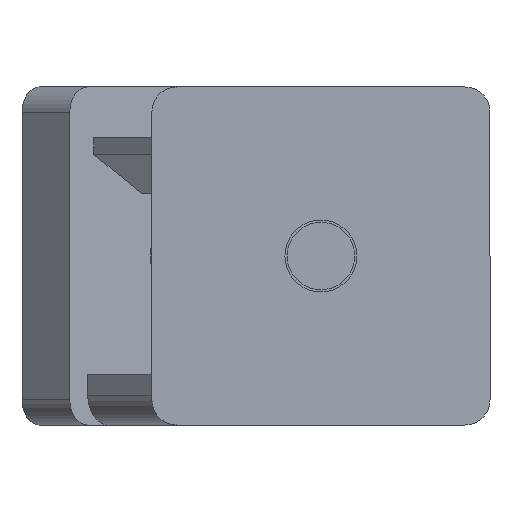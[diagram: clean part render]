
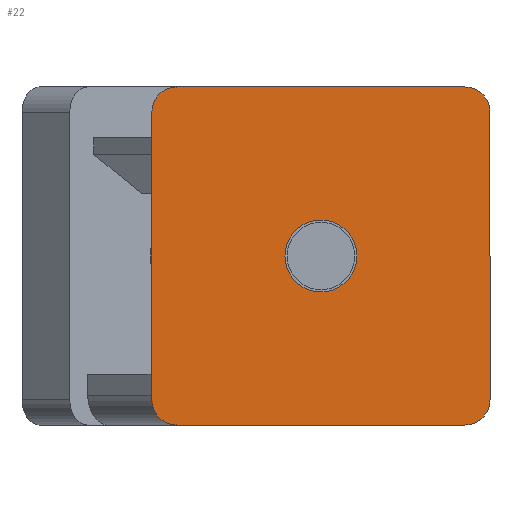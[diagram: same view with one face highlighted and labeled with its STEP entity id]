
A CAD part, front view. The second image highlights one B-rep face of the part: STEP entity #22.
In plain terms, the highlighted planar face has unit normal (0, -1, 0).
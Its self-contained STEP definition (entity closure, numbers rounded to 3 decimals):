
#22 = ADVANCED_FACE ( 'NONE', ( #3173, #3705 ), #4443, .F. ) ;
#137 = VECTOR ( 'NONE', #5327, 1000. ) ;
#153 = DIRECTION ( 'NONE',  ( 0., 1., 0. ) ) ;
#217 = EDGE_CURVE ( 'NONE', #5296, #1796, #1964, .T. ) ;
#333 = LINE ( 'NONE', #4873, #137 ) ;
#498 = CARTESIAN_POINT ( 'NONE',  ( 20., 0., -17. ) ) ;
#553 = AXIS2_PLACEMENT_3D ( 'NONE', #2295, #153, #4472 ) ;
#613 = CARTESIAN_POINT ( 'NONE',  ( 0., 0., 4.25 ) ) ;
#676 = CIRCLE ( 'NONE', #3630, 4.25 ) ;
#721 = CARTESIAN_POINT ( 'NONE',  ( -20., 0., 17. ) ) ;
#790 = ORIENTED_EDGE ( 'NONE', *, *, #1715, .F. ) ;
#807 = LINE ( 'NONE', #1356, #3127 ) ;
#851 = ORIENTED_EDGE ( 'NONE', *, *, #1126, .F. ) ;
#865 = VECTOR ( 'NONE', #4697, 1000. ) ;
#918 = CARTESIAN_POINT ( 'NONE',  ( 17., 0., 20. ) ) ;
#982 = AXIS2_PLACEMENT_3D ( 'NONE', #3573, #2369, #2382 ) ;
#1017 = CIRCLE ( 'NONE', #3288, 4.25 ) ;
#1051 = CARTESIAN_POINT ( 'NONE',  ( 0., 0., 0. ) ) ;
#1077 = CARTESIAN_POINT ( 'NONE',  ( 17., 0., -17. ) ) ;
#1126 = EDGE_CURVE ( 'NONE', #2191, #4675, #1017, .T. ) ;
#1157 = EDGE_CURVE ( 'NONE', #2003, #5147, #333, .T. ) ;
#1222 = CARTESIAN_POINT ( 'NONE',  ( -17., 0., -20. ) ) ;
#1356 = CARTESIAN_POINT ( 'NONE',  ( 20., 0., 0. ) ) ;
#1450 = VERTEX_POINT ( 'NONE', #498 ) ;
#1466 = DIRECTION ( 'NONE',  ( 0., 1., 0. ) ) ;
#1489 = AXIS2_PLACEMENT_3D ( 'NONE', #4870, #2301, #2665 ) ;
#1638 = ORIENTED_EDGE ( 'NONE', *, *, #1157, .F. ) ;
#1715 = EDGE_CURVE ( 'NONE', #1450, #2003, #4204, .T. ) ;
#1796 = VERTEX_POINT ( 'NONE', #2427 ) ;
#1824 = DIRECTION ( 'NONE',  ( 1., 0., 0. ) ) ;
#1857 = EDGE_LOOP ( 'NONE', ( #3252, #5150, #1638, #790, #3376, #4191, #2847, #4134 ) ) ;
#1900 = CARTESIAN_POINT ( 'NONE',  ( -20., 0., -17. ) ) ;
#1964 = CIRCLE ( 'NONE', #4517, 3. ) ;
#2003 = VERTEX_POINT ( 'NONE', #5584 ) ;
#2191 = VERTEX_POINT ( 'NONE', #2222 ) ;
#2208 = CIRCLE ( 'NONE', #982, 3. ) ;
#2222 = CARTESIAN_POINT ( 'NONE',  ( 0., 0., -4.25 ) ) ;
#2295 = CARTESIAN_POINT ( 'NONE',  ( -17., 0., -17. ) ) ;
#2301 = DIRECTION ( 'NONE',  ( 0., 1., 0. ) ) ;
#2318 = VERTEX_POINT ( 'NONE', #1900 ) ;
#2341 = VECTOR ( 'NONE', #5023, 1000. ) ;
#2369 = DIRECTION ( 'NONE',  ( 0., 1., 0. ) ) ;
#2382 = DIRECTION ( 'NONE',  ( 0., 0., -1. ) ) ;
#2427 = CARTESIAN_POINT ( 'NONE',  ( 20., 0., 17. ) ) ;
#2514 = CARTESIAN_POINT ( 'NONE',  ( -17., 0., 20. ) ) ;
#2529 = CIRCLE ( 'NONE', #553, 3. ) ;
#2648 = EDGE_CURVE ( 'NONE', #1796, #1450, #807, .T. ) ;
#2657 = CARTESIAN_POINT ( 'NONE',  ( 17., 0., 17. ) ) ;
#2665 = DIRECTION ( 'NONE',  ( 0., 0., 1. ) ) ;
#2763 = EDGE_CURVE ( 'NONE', #2318, #5373, #3270, .T. ) ;
#2804 = DIRECTION ( 'NONE',  ( 1., 0., 0. ) ) ;
#2847 = ORIENTED_EDGE ( 'NONE', *, *, #5409, .F. ) ;
#2862 = CARTESIAN_POINT ( 'NONE',  ( 0., 0., 0. ) ) ;
#3127 = VECTOR ( 'NONE', #5251, 1000. ) ;
#3173 = FACE_BOUND ( 'NONE', #3313, .T. ) ;
#3186 = AXIS2_PLACEMENT_3D ( 'NONE', #1077, #1466, #2804 ) ;
#3252 = ORIENTED_EDGE ( 'NONE', *, *, #2763, .F. ) ;
#3270 = LINE ( 'NONE', #4644, #865 ) ;
#3288 = AXIS2_PLACEMENT_3D ( 'NONE', #1051, #4447, #3526 ) ;
#3313 = EDGE_LOOP ( 'NONE', ( #851, #3470 ) ) ;
#3376 = ORIENTED_EDGE ( 'NONE', *, *, #2648, .F. ) ;
#3470 = ORIENTED_EDGE ( 'NONE', *, *, #5512, .F. ) ;
#3526 = DIRECTION ( 'NONE',  ( 0., 0., -1. ) ) ;
#3573 = CARTESIAN_POINT ( 'NONE',  ( -17., 0., 17. ) ) ;
#3630 = AXIS2_PLACEMENT_3D ( 'NONE', #2862, #4155, #3762 ) ;
#3705 = FACE_OUTER_BOUND ( 'NONE', #1857, .T. ) ;
#3762 = DIRECTION ( 'NONE',  ( 0., 0., -1. ) ) ;
#3950 = DIRECTION ( 'NONE',  ( 0., 1., 0. ) ) ;
#4134 = ORIENTED_EDGE ( 'NONE', *, *, #5345, .F. ) ;
#4155 = DIRECTION ( 'NONE',  ( 0., -1., 0. ) ) ;
#4191 = ORIENTED_EDGE ( 'NONE', *, *, #217, .F. ) ;
#4204 = CIRCLE ( 'NONE', #3186, 3. ) ;
#4262 = VERTEX_POINT ( 'NONE', #2514 ) ;
#4443 = PLANE ( 'NONE',  #1489 ) ;
#4447 = DIRECTION ( 'NONE',  ( 0., -1., 0. ) ) ;
#4472 = DIRECTION ( 'NONE',  ( 0., 0., -1. ) ) ;
#4517 = AXIS2_PLACEMENT_3D ( 'NONE', #2657, #3950, #1824 ) ;
#4644 = CARTESIAN_POINT ( 'NONE',  ( -20., 0., 0. ) ) ;
#4675 = VERTEX_POINT ( 'NONE', #613 ) ;
#4697 = DIRECTION ( 'NONE',  ( 0., 0., 1. ) ) ;
#4870 = CARTESIAN_POINT ( 'NONE',  ( 0., 0., 0. ) ) ;
#4873 = CARTESIAN_POINT ( 'NONE',  ( 0., 0., -20. ) ) ;
#4977 = CARTESIAN_POINT ( 'NONE',  ( 0., 0., 20. ) ) ;
#4981 = EDGE_CURVE ( 'NONE', #5147, #2318, #2529, .T. ) ;
#5023 = DIRECTION ( 'NONE',  ( 1., 0., 0. ) ) ;
#5147 = VERTEX_POINT ( 'NONE', #1222 ) ;
#5150 = ORIENTED_EDGE ( 'NONE', *, *, #4981, .F. ) ;
#5251 = DIRECTION ( 'NONE',  ( 0., 0., -1. ) ) ;
#5296 = VERTEX_POINT ( 'NONE', #918 ) ;
#5327 = DIRECTION ( 'NONE',  ( -1., 0., 0. ) ) ;
#5345 = EDGE_CURVE ( 'NONE', #5373, #4262, #2208, .T. ) ;
#5373 = VERTEX_POINT ( 'NONE', #721 ) ;
#5409 = EDGE_CURVE ( 'NONE', #4262, #5296, #5503, .T. ) ;
#5503 = LINE ( 'NONE', #4977, #2341 ) ;
#5512 = EDGE_CURVE ( 'NONE', #4675, #2191, #676, .T. ) ;
#5584 = CARTESIAN_POINT ( 'NONE',  ( 17., 0., -20. ) ) ;
